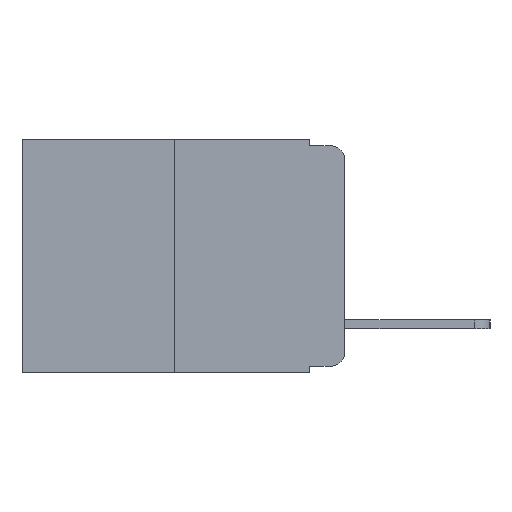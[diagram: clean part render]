
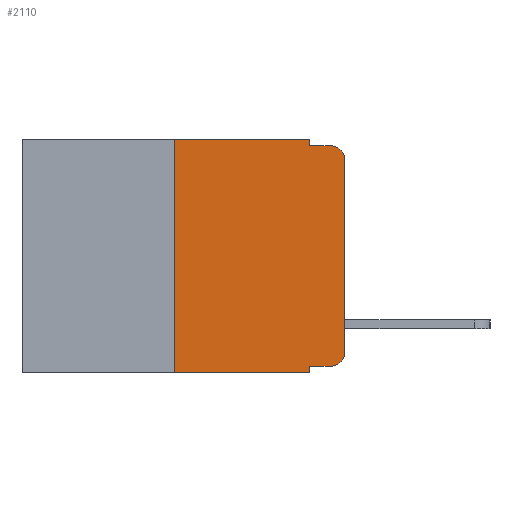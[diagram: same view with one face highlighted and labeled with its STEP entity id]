
A CAD part, left-side view. The second image highlights one B-rep face of the part: STEP entity #2110.
In plain terms, the highlighted planar face has unit normal (-1, 0, 0).
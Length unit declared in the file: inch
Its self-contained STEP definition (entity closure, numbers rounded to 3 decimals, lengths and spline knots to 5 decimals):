
#204 = EDGE_CURVE ( 'NONE', #4302, #1987, #12753, .T. ) ;
#220 = CARTESIAN_POINT ( 'NONE',  ( 0., 0.25, 0. ) ) ;
#475 = EDGE_CURVE ( 'NONE', #10291, #8892, #1131, .T. ) ;
#554 = CARTESIAN_POINT ( 'NONE',  ( 0., 0.02, -0.01 ) ) ;
#612 = DIRECTION ( 'NONE',  ( 0., 0., 1. ) ) ;
#919 = EDGE_CURVE ( 'NONE', #1987, #9949, #9522, .T. ) ;
#939 = DIRECTION ( 'NONE',  ( 0., 0., -1. ) ) ;
#1131 = LINE ( 'NONE', #7516, #6230 ) ;
#1281 = CARTESIAN_POINT ( 'NONE',  ( 0., 0.25, -0.343 ) ) ;
#1387 = VECTOR ( 'NONE', #13169, 39.37008 ) ;
#1528 = DIRECTION ( 'NONE',  ( 0., -1., 0. ) ) ;
#1716 = LINE ( 'NONE', #10784, #9729 ) ;
#1741 = CARTESIAN_POINT ( 'NONE',  ( 0., 0.02, -0.03 ) ) ;
#1910 = CARTESIAN_POINT ( 'NONE',  ( 0., 0.051, -0.333 ) ) ;
#1987 = VERTEX_POINT ( 'NONE', #220 ) ;
#2066 = EDGE_CURVE ( 'NONE', #5031, #2794, #5034, .T. ) ;
#2110 = ADVANCED_FACE ( 'NONE', ( #4370 ), #11549, .F. ) ;
#2420 = ORIENTED_EDGE ( 'NONE', *, *, #2066, .F. ) ;
#2502 = CARTESIAN_POINT ( 'NONE',  ( 0., 0.02, -0.333 ) ) ;
#2794 = VERTEX_POINT ( 'NONE', #554 ) ;
#2840 = DIRECTION ( 'NONE',  ( 0., 0., -1. ) ) ;
#3864 = VERTEX_POINT ( 'NONE', #2502 ) ;
#3929 = CARTESIAN_POINT ( 'NONE',  ( 0., 0.02, -0.313 ) ) ;
#4131 = CARTESIAN_POINT ( 'NONE',  ( 0., 0.051, -0.343 ) ) ;
#4286 = CIRCLE ( 'NONE', #8417, 0.02 ) ;
#4302 = VERTEX_POINT ( 'NONE', #1281 ) ;
#4370 = FACE_OUTER_BOUND ( 'NONE', #8218, .T. ) ;
#4509 = CARTESIAN_POINT ( 'NONE',  ( 0., 0.473, -0.343 ) ) ;
#4678 = CARTESIAN_POINT ( 'NONE',  ( 0., 0., -0.03 ) ) ;
#4928 = ORIENTED_EDGE ( 'NONE', *, *, #475, .T. ) ;
#5031 = VERTEX_POINT ( 'NONE', #6365 ) ;
#5034 = LINE ( 'NONE', #5159, #7518 ) ;
#5092 = LINE ( 'NONE', #4509, #7897 ) ;
#5159 = CARTESIAN_POINT ( 'NONE',  ( 0., 0.051, -0.01 ) ) ;
#5268 = ORIENTED_EDGE ( 'NONE', *, *, #12320, .F. ) ;
#5405 = DIRECTION ( 'NONE',  ( 0., -1., 0. ) ) ;
#5410 = VECTOR ( 'NONE', #939, 39.37008 ) ;
#5502 = EDGE_CURVE ( 'NONE', #3864, #10291, #6274, .T. ) ;
#5665 = EDGE_CURVE ( 'NONE', #8317, #13012, #1716, .T. ) ;
#5869 = EDGE_CURVE ( 'NONE', #4302, #13012, #5092, .T. ) ;
#6230 = VECTOR ( 'NONE', #612, 39.37008 ) ;
#6274 = CIRCLE ( 'NONE', #11451, 0.02 ) ;
#6275 = ORIENTED_EDGE ( 'NONE', *, *, #5665, .F. ) ;
#6365 = CARTESIAN_POINT ( 'NONE',  ( 0., 0.051, -0.01 ) ) ;
#6498 = DIRECTION ( 'NONE',  ( 0., 0., -1. ) ) ;
#6541 = DIRECTION ( 'NONE',  ( 0., 0., -1. ) ) ;
#6557 = DIRECTION ( 'NONE',  ( -1., 0., 0. ) ) ;
#6615 = ORIENTED_EDGE ( 'NONE', *, *, #10252, .T. ) ;
#6741 = VECTOR ( 'NONE', #5405, 39.37008 ) ;
#6941 = ORIENTED_EDGE ( 'NONE', *, *, #5502, .T. ) ;
#7407 = CARTESIAN_POINT ( 'NONE',  ( 0., 0.051, 0. ) ) ;
#7479 = CARTESIAN_POINT ( 'NONE',  ( 0., 0.473, 0. ) ) ;
#7516 = CARTESIAN_POINT ( 'NONE',  ( 0., 0., 0. ) ) ;
#7518 = VECTOR ( 'NONE', #1528, 39.37008 ) ;
#7537 = VECTOR ( 'NONE', #8368, 39.37008 ) ;
#7897 = VECTOR ( 'NONE', #9889, 39.37008 ) ;
#7909 = CARTESIAN_POINT ( 'NONE',  ( 0., 0.25, 0. ) ) ;
#8065 = ORIENTED_EDGE ( 'NONE', *, *, #919, .F. ) ;
#8201 = LINE ( 'NONE', #7407, #5410 ) ;
#8218 = EDGE_LOOP ( 'NONE', ( #4928, #10356, #2420, #5268, #8065, #13250, #8692, #6275, #6615, #6941 ) ) ;
#8317 = VERTEX_POINT ( 'NONE', #9549 ) ;
#8368 = DIRECTION ( 'NONE',  ( 0., 0., 1. ) ) ;
#8417 = AXIS2_PLACEMENT_3D ( 'NONE', #1741, #9092, #2840 ) ;
#8542 = DIRECTION ( 'NONE',  ( 1., 0., 0. ) ) ;
#8692 = ORIENTED_EDGE ( 'NONE', *, *, #5869, .T. ) ;
#8892 = VERTEX_POINT ( 'NONE', #4678 ) ;
#9092 = DIRECTION ( 'NONE',  ( -1., 0., 0. ) ) ;
#9522 = LINE ( 'NONE', #9537, #6741 ) ;
#9537 = CARTESIAN_POINT ( 'NONE',  ( 0., 0.473, 0. ) ) ;
#9549 = CARTESIAN_POINT ( 'NONE',  ( 0., 0.051, -0.333 ) ) ;
#9729 = VECTOR ( 'NONE', #6498, 39.37008 ) ;
#9763 = LINE ( 'NONE', #1910, #1387 ) ;
#9805 = CARTESIAN_POINT ( 'NONE',  ( 0., 0.051, 0. ) ) ;
#9889 = DIRECTION ( 'NONE',  ( 0., -1., 0. ) ) ;
#9949 = VERTEX_POINT ( 'NONE', #9805 ) ;
#10252 = EDGE_CURVE ( 'NONE', #8317, #3864, #9763, .T. ) ;
#10291 = VERTEX_POINT ( 'NONE', #10315 ) ;
#10315 = CARTESIAN_POINT ( 'NONE',  ( 0., 0., -0.313 ) ) ;
#10356 = ORIENTED_EDGE ( 'NONE', *, *, #11259, .T. ) ;
#10784 = CARTESIAN_POINT ( 'NONE',  ( 0., 0.051, 0. ) ) ;
#11259 = EDGE_CURVE ( 'NONE', #8892, #2794, #4286, .T. ) ;
#11451 = AXIS2_PLACEMENT_3D ( 'NONE', #3929, #6557, #6541 ) ;
#11549 = PLANE ( 'NONE',  #13478 ) ;
#12320 = EDGE_CURVE ( 'NONE', #9949, #5031, #8201, .T. ) ;
#12361 = DIRECTION ( 'NONE',  ( 0., 0., -1. ) ) ;
#12753 = LINE ( 'NONE', #7909, #7537 ) ;
#13012 = VERTEX_POINT ( 'NONE', #4131 ) ;
#13169 = DIRECTION ( 'NONE',  ( 0., -1., 0. ) ) ;
#13250 = ORIENTED_EDGE ( 'NONE', *, *, #204, .F. ) ;
#13478 = AXIS2_PLACEMENT_3D ( 'NONE', #7479, #8542, #12361 ) ;
